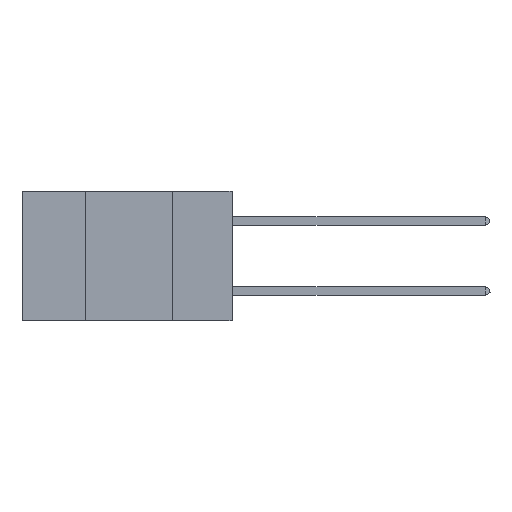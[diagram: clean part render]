
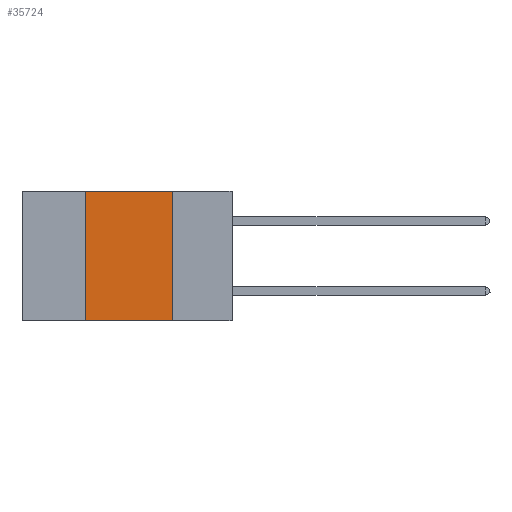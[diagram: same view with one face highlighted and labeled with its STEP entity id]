
A CAD part, left-side view. The second image highlights one B-rep face of the part: STEP entity #35724.
In plain terms, the highlighted planar face has unit normal (-1, 0, 0).
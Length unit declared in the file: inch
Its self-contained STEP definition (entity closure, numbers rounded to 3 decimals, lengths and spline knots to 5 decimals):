
#85 = VERTEX_POINT ( 'NONE', #8000 ) ;
#310 = VECTOR ( 'NONE', #28194, 39.37008 ) ;
#4202 = LINE ( 'NONE', #19671, #27073 ) ;
#6213 = VECTOR ( 'NONE', #11581, 39.37008 ) ;
#8000 = CARTESIAN_POINT ( 'NONE',  ( 0., 0.42, -0.37 ) ) ;
#8176 = DIRECTION ( 'NONE',  ( 1., 0., 0. ) ) ;
#10758 = DIRECTION ( 'NONE',  ( 0., 0., -1. ) ) ;
#11422 = VERTEX_POINT ( 'NONE', #28347 ) ;
#11581 = DIRECTION ( 'NONE',  ( 0., 0., 1. ) ) ;
#13688 = CARTESIAN_POINT ( 'NONE',  ( 0., 0.42, 0. ) ) ;
#13760 = ORIENTED_EDGE ( 'NONE', *, *, #25610, .F. ) ;
#15312 = EDGE_CURVE ( 'NONE', #18844, #19125, #27806, .T. ) ;
#18844 = VERTEX_POINT ( 'NONE', #13688 ) ;
#19028 = AXIS2_PLACEMENT_3D ( 'NONE', #21930, #8176, #10758 ) ;
#19125 = VERTEX_POINT ( 'NONE', #31466 ) ;
#19671 = CARTESIAN_POINT ( 'NONE',  ( 0., 0.6, -0.37 ) ) ;
#20695 = LINE ( 'NONE', #22755, #6213 ) ;
#20991 = ORIENTED_EDGE ( 'NONE', *, *, #32095, .T. ) ;
#21930 = CARTESIAN_POINT ( 'NONE',  ( 0., 0.6, 0. ) ) ;
#22325 = ORIENTED_EDGE ( 'NONE', *, *, #35836, .F. ) ;
#22755 = CARTESIAN_POINT ( 'NONE',  ( 0., 0.42, 0. ) ) ;
#22757 = ORIENTED_EDGE ( 'NONE', *, *, #15312, .F. ) ;
#23414 = VECTOR ( 'NONE', #23620, 39.37008 ) ;
#23620 = DIRECTION ( 'NONE',  ( 0., -1., 0. ) ) ;
#25061 = DIRECTION ( 'NONE',  ( 0., -1., 0. ) ) ;
#25610 = EDGE_CURVE ( 'NONE', #85, #18844, #20695, .T. ) ;
#26303 = CARTESIAN_POINT ( 'NONE',  ( 0., 0.6, 0. ) ) ;
#27073 = VECTOR ( 'NONE', #25061, 39.37008 ) ;
#27806 = LINE ( 'NONE', #26303, #23414 ) ;
#27926 = EDGE_LOOP ( 'NONE', ( #22325, #22757, #13760, #20991 ) ) ;
#28194 = DIRECTION ( 'NONE',  ( 0., 0., -1. ) ) ;
#28347 = CARTESIAN_POINT ( 'NONE',  ( 0., 0.17, -0.37 ) ) ;
#31466 = CARTESIAN_POINT ( 'NONE',  ( 0., 0.17, 0. ) ) ;
#32095 = EDGE_CURVE ( 'NONE', #85, #11422, #4202, .T. ) ;
#32519 = FACE_OUTER_BOUND ( 'NONE', #27926, .T. ) ;
#32861 = LINE ( 'NONE', #33079, #310 ) ;
#33079 = CARTESIAN_POINT ( 'NONE',  ( 0., 0.17, 0. ) ) ;
#35724 = ADVANCED_FACE ( 'NONE', ( #32519 ), #36142, .F. ) ;
#35836 = EDGE_CURVE ( 'NONE', #19125, #11422, #32861, .T. ) ;
#36142 = PLANE ( 'NONE',  #19028 ) ;
